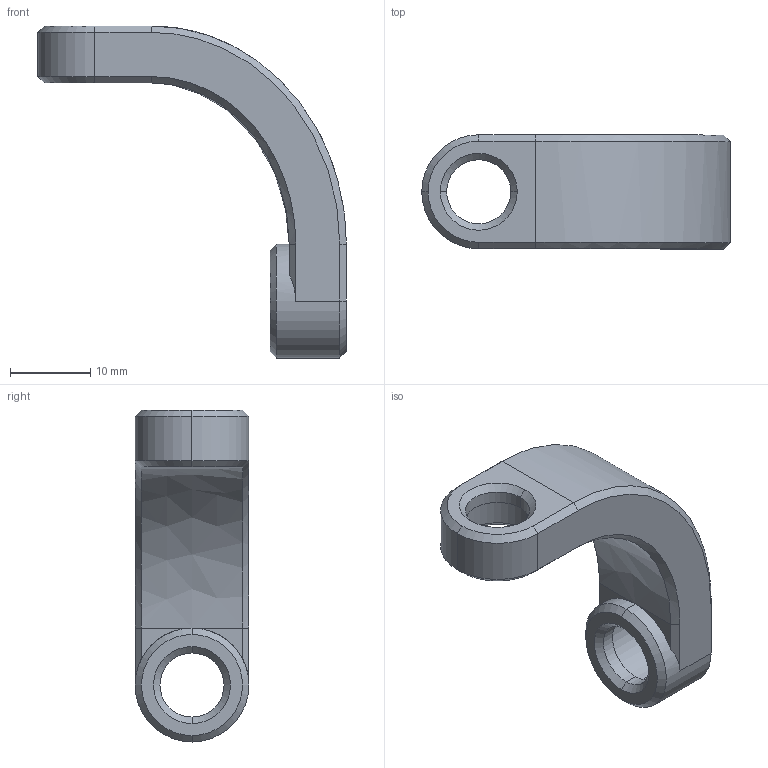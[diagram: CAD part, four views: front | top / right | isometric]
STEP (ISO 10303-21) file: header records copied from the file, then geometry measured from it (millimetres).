
FILE_DESCRIPTION (( 'STEP AP214' ), '1' );
FILE_NAME ('SPMbar.STEP', '2025-01-20T19:12:31', ( '' ), ( '' ), 'SwSTEP 2.0', 'SolidWorks 2025', '' );
FILE_SCHEMA (( 'AUTOMOTIVE_DESIGN' ));
Length unit declared in the file: millimetre
Products named in the file (1): SPMbar
Bounding box: 38.49 x 14.22 x 41.43 mm (x, y, z)
Volume: 5116.2 mm3; surface area: 2941.2 mm2
Topology: 1 solids, 1 shells, 52 faces, 115 edges, 67 vertices
Faces by surface type: plane 18, cone 16, cylinder 12, bspline 6
Entity records: 2313 total; most frequent: CARTESIAN_POINT 1170, DIRECTION 233, ORIENTED_EDGE 230, EDGE_CURVE 115, AXIS2_PLACEMENT_3D 89, VERTEX_POINT 67, EDGE_LOOP 58, VECTOR 55
